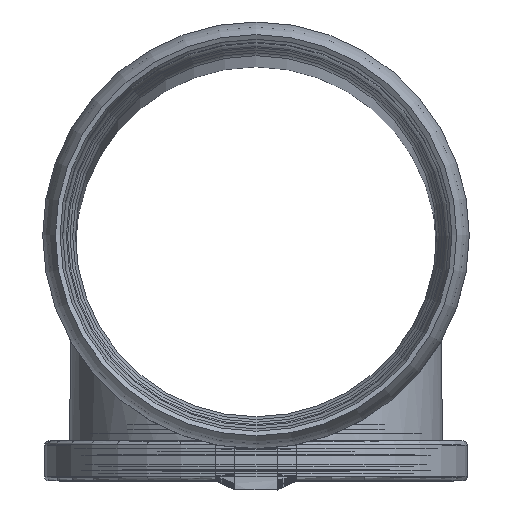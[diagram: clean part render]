
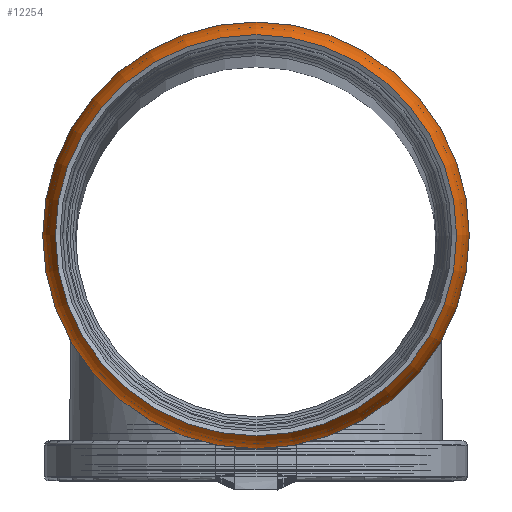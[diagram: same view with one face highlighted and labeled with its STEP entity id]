
A CAD part, top view. The second image highlights one B-rep face of the part: STEP entity #12254.
In plain terms, the highlighted toroidal (fillet/blend) face has major radius 340 mm and minor radius 245 mm.
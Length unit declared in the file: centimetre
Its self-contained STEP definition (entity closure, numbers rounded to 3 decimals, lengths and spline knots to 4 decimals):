
#3569=FACE_OUTER_BOUND('',#4255,.T.);
#4255=EDGE_LOOP('',(#8613,#8614,#8615,#8616,#8617,#8618));
#4991=CIRCLE('',#13020,58.5);
#4992=CIRCLE('',#13021,58.5);
#4994=CIRCLE('',#13024,24.5);
#4995=CIRCLE('',#13025,55.0117);
#4996=CIRCLE('',#13026,55.0117);
#5392=VERTEX_POINT('',#18800);
#5393=VERTEX_POINT('',#18802);
#5394=VERTEX_POINT('',#18807);
#5395=VERTEX_POINT('',#18809);
#6637=EDGE_CURVE('',#5392,#5393,#4991,.T.);
#6638=EDGE_CURVE('',#5393,#5392,#4992,.T.);
#6640=EDGE_CURVE('',#5393,#5394,#4994,.T.);
#6641=EDGE_CURVE('',#5394,#5395,#4995,.T.);
#6642=EDGE_CURVE('',#5395,#5394,#4996,.T.);
#8613=ORIENTED_EDGE('',*,*,#6637,.F.);
#8614=ORIENTED_EDGE('',*,*,#6638,.F.);
#8615=ORIENTED_EDGE('',*,*,#6640,.T.);
#8616=ORIENTED_EDGE('',*,*,#6641,.T.);
#8617=ORIENTED_EDGE('',*,*,#6642,.T.);
#8618=ORIENTED_EDGE('',*,*,#6640,.F.);
#12186=TOROIDAL_SURFACE('',#13023,34.,24.5);
#12254=ADVANCED_FACE('',(#3569),#12186,.T.);
#13020=AXIS2_PLACEMENT_3D('',#18803,#13903,#13904);
#13021=AXIS2_PLACEMENT_3D('',#18804,#13905,#13906);
#13023=AXIS2_PLACEMENT_3D('',#18806,#13909,#13910);
#13024=AXIS2_PLACEMENT_3D('',#18808,#13911,#13912);
#13025=AXIS2_PLACEMENT_3D('',#18810,#13913,#13914);
#13026=AXIS2_PLACEMENT_3D('',#18811,#13915,#13916);
#13903=DIRECTION('center_axis',(0.,0.,
-1.));
#13904=DIRECTION('ref_axis',(1.,0.,0.));
#13905=DIRECTION('center_axis',(0.,0.,
-1.));
#13906=DIRECTION('ref_axis',(1.,0.,0.));
#13909=DIRECTION('center_axis',(0.,0.,
-1.));
#13910=DIRECTION('ref_axis',(0.,1.,0.));
#13911=DIRECTION('center_axis',(-1.,0.,0.));
#13912=DIRECTION('ref_axis',(0.,-1.,0.));
#13913=DIRECTION('center_axis',(0.,0.,
-1.));
#13914=DIRECTION('ref_axis',(1.,0.,0.));
#13915=DIRECTION('center_axis',(0.,0.,
-1.));
#13916=DIRECTION('ref_axis',(1.,0.,0.));
#18800=CARTESIAN_POINT('',(-58.5,0.,1987.4));
#18802=CARTESIAN_POINT('',(0.,-58.5,1987.4));
#18803=CARTESIAN_POINT('Origin',(0.,0.,1987.4));
#18804=CARTESIAN_POINT('Origin',(0.,0.,1987.4));
#18806=CARTESIAN_POINT('Origin',(0.,0.,1987.4));
#18807=CARTESIAN_POINT('',(0.,-55.0117,2000.));
#18808=CARTESIAN_POINT('Origin',(0.,-34.,1987.4));
#18809=CARTESIAN_POINT('',(-55.0117,0.,2000.));
#18810=CARTESIAN_POINT('Origin',(0.,0.,
2000.));
#18811=CARTESIAN_POINT('Origin',(0.,0.,
2000.));
